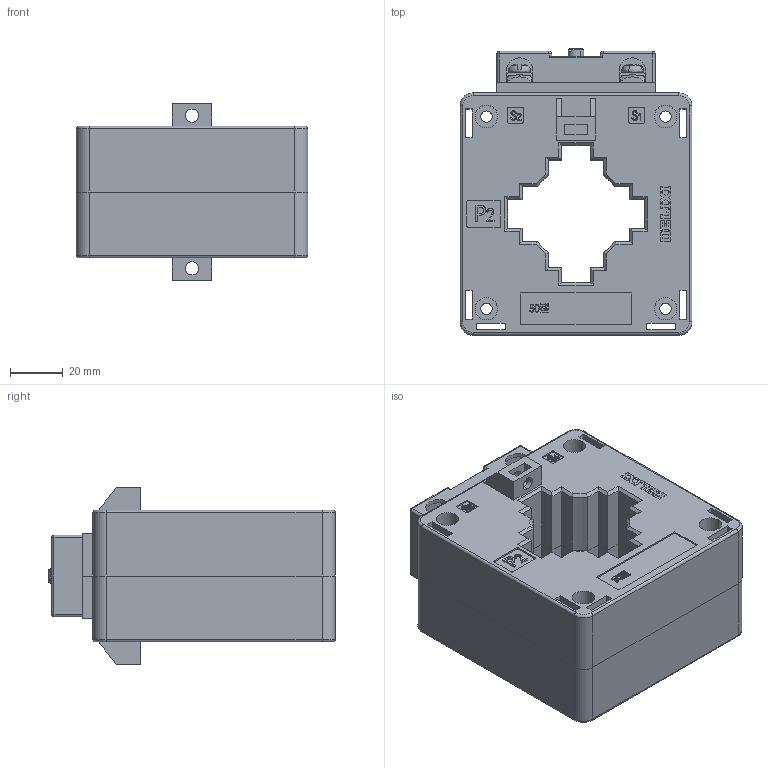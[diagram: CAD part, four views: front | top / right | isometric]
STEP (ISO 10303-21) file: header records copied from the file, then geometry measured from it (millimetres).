
FILE_DESCRIPTION (( 'STEP AP203' ), '1' );
FILE_NAME ('50L 装配.STEP', '2024-01-11T01:35:07', ( '微软用户' ), ( '微软中国' ), 'SwSTEP 2.0', 'SolidWorks 2019', '' );
FILE_SCHEMA (( 'CONFIG_CONTROL_DESIGN' ));
Length unit declared in the file: millimetre
Products named in the file (10): 諉盄蹟佪; 諉盄啣; 50 LP2; 裔; 蹟隊; 肣И璃5x10陔; 蹟隊郪磁; M4蹟譫; 50 LP1; 50L 蚾饜
Assembly tree (12 placements, depth 3):
  50L 蚾饜
    50 LP1
    50 LP2
    肣И璃5x10陔  x2
    諉盄啣  x2
    蹟隊郪磁
      M4蹟譫
      蹟隊
    諉盄蹟佪  x2
    裔
Bounding box: 88 x 108.8 x 67 mm (x, y, z)
Volume: 101265.7 mm3; surface area: 110869 mm2
Topology: 11 solids, 11 shells, 1641 faces, 4372 edges, 2839 vertices
Faces by surface type: plane 1140, cylinder 255, bspline 147, cone 65, torus 18, sphere 16
Entity records: 56629 total; most frequent: CARTESIAN_POINT 17075, ORIENTED_EDGE 8336, DIRECTION 7229, EDGE_CURVE 4168, LINE 3251, VECTOR 3251, VERTEX_POINT 2719, AXIS2_PLACEMENT_3D 1989
